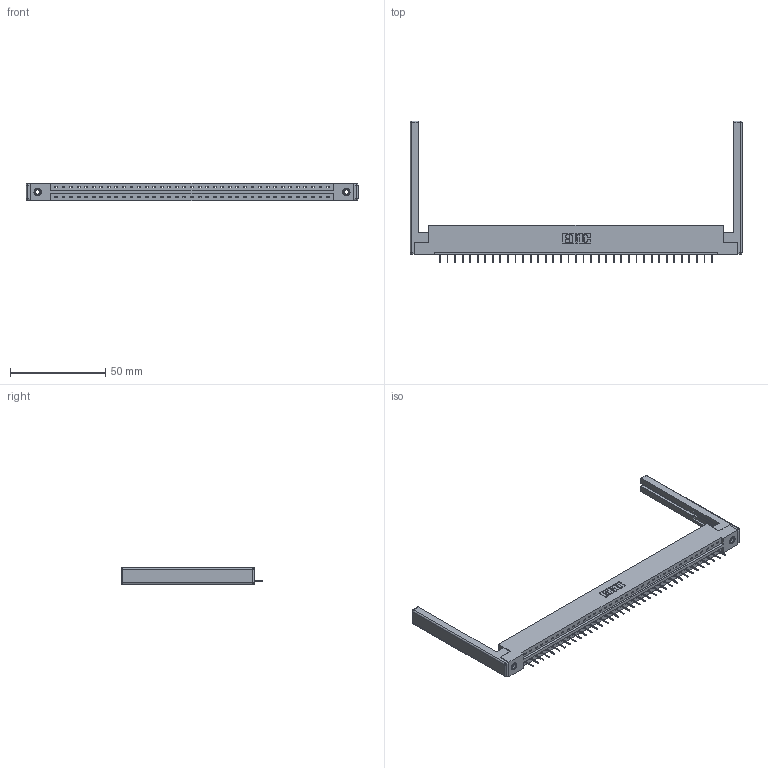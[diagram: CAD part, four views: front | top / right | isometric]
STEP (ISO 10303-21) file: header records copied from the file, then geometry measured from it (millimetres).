
FILE_DESCRIPTION (( 'STEP AP203' ), '1' );
FILE_NAME ('337-037-524-168.STEP', '2019-10-01T15:26:29', ( '' ), ( '' ), 'SwSTEP 2.0', 'SolidWorks 2016', '' );
FILE_SCHEMA (( 'CONFIG_CONTROL_DESIGN' ));
Length unit declared in the file: inch
Products named in the file (5): 337 Part_Flush Mounting Lugs - 0.156 Dia-TI; 337-037-524-168; 307-220-068; 345-292-001_345-293-124; 345-250-001_345-250-001-102
Assembly tree (42 placements, depth 2):
  337-037-524-168
    337 Part_Flush Mounting Lugs - 0.156 Dia-TI
    345-292-001_345-293-124  x37
    345-250-001_345-250-001-102  x2
    307-220-068  x2
Bounding box: 174.04 x 74.43 x 9.4 mm (x, y, z)
Volume: 22271.1 mm3; surface area: 22027.2 mm2
Topology: 42 solids, 42 shells, 2710 faces, 7805 edges, 5034 vertices
Faces by surface type: plane 2082, cylinder 604, cone 12, sphere 8, torus 4
Entity records: 30984 total; most frequent: CARTESIAN_POINT 5350, ORIENTED_EDGE 5312, DIRECTION 4588, EDGE_CURVE 2656, VECTOR 2482, LINE 2482, VERTEX_POINT 1758, AXIS2_PLACEMENT_3D 1053
